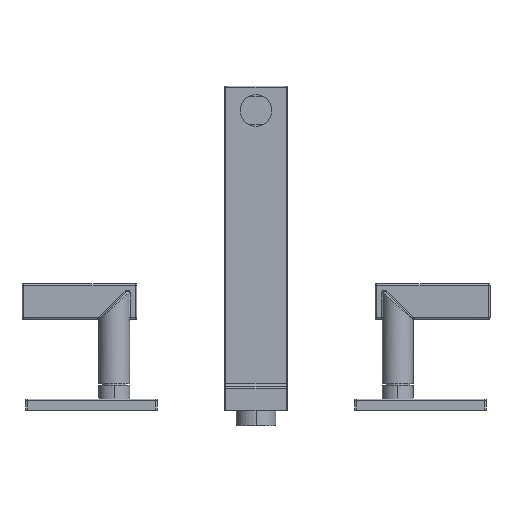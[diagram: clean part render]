
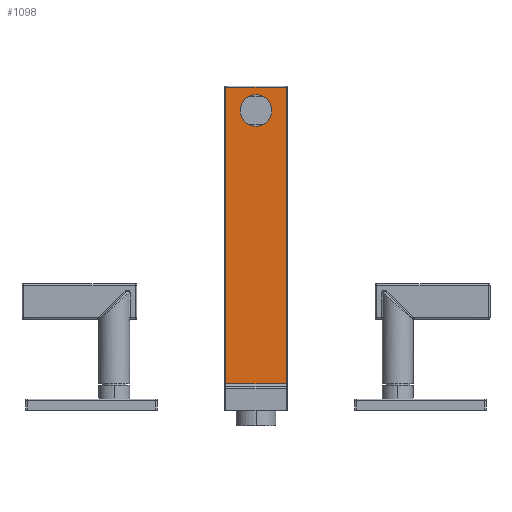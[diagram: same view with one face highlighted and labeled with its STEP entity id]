
A CAD part, front view. The second image highlights one B-rep face of the part: STEP entity #1098.
In plain terms, the highlighted planar face has unit normal (0, -1, 0).
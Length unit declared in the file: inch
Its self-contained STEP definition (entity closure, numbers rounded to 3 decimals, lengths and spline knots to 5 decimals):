
#231=DIRECTION('',(0.,0.,-1.));
#232=VECTOR('',#231,8.206);
#233=CARTESIAN_POINT('',(0.835,0.446,8.94));
#234=LINE('',#233,#232);
#238=DIRECTION('',(1.,0.,0.));
#239=VECTOR('',#238,1.67);
#240=CARTESIAN_POINT('',(-0.835,0.446,0.734));
#241=LINE('',#240,#239);
#245=DIRECTION('',(0.,0.,1.));
#246=VECTOR('',#245,8.206);
#247=CARTESIAN_POINT('',(-0.835,0.446,0.734));
#248=LINE('',#247,#246);
#252=CARTESIAN_POINT('',(-0.815,0.446,8.94));
#253=DIRECTION('',(0.,1.,0.));
#254=DIRECTION('',(-1.,0.,0.));
#255=AXIS2_PLACEMENT_3D('',#252,#253,#254);
#260=DIRECTION('',(1.,0.,0.));
#261=VECTOR('',#260,1.63);
#262=CARTESIAN_POINT('',(-0.815,0.446,8.96));
#263=LINE('',#262,#261);
#267=CARTESIAN_POINT('',(0.815,0.446,8.94));
#268=DIRECTION('',(0.,1.,0.));
#269=DIRECTION('',(0.,0.,1.));
#270=AXIS2_PLACEMENT_3D('',#267,#268,#269);
#275=CARTESIAN_POINT('',(0.,0.446,8.32));
#276=DIRECTION('',(0.,-1.,0.));
#277=DIRECTION('',(1.,0.,0.));
#278=AXIS2_PLACEMENT_3D('',#275,#276,#277);
#283=CARTESIAN_POINT('',(0.,0.446,8.32));
#284=DIRECTION('',(0.,-1.,0.));
#285=DIRECTION('',(-1.,0.,0.));
#286=AXIS2_PLACEMENT_3D('',#283,#284,#285);
#897=CARTESIAN_POINT('',(0.835,0.446,0.734));
#898=VERTEX_POINT('',#897);
#901=CARTESIAN_POINT('',(0.835,0.446,8.94));
#902=VERTEX_POINT('',#901);
#907=CARTESIAN_POINT('',(-0.835,0.446,0.734));
#908=CARTESIAN_POINT('',(-0.835,0.446,8.94));
#909=VERTEX_POINT('',#907);
#910=VERTEX_POINT('',#908);
#949=CARTESIAN_POINT('',(0.815,0.446,8.96));
#950=VERTEX_POINT('',#949);
#953=CARTESIAN_POINT('',(-0.815,0.446,8.96));
#954=VERTEX_POINT('',#953);
#991=CARTESIAN_POINT('',(0.4375,0.446,8.32));
#992=CARTESIAN_POINT('',(-0.4375,0.446,8.32));
#993=VERTEX_POINT('',#991);
#994=VERTEX_POINT('',#992);
#1074=CARTESIAN_POINT('',(-0.875,0.446,9.));
#1075=DIRECTION('',(0.,-1.,0.));
#1076=DIRECTION('',(0.,0.,-1.));
#1077=AXIS2_PLACEMENT_3D('',#1074,#1075,#1076);
#1078=PLANE('',#1077);
#1080=ORIENTED_EDGE('',*,*,#1079,.T.);
#1082=ORIENTED_EDGE('',*,*,#1081,.F.);
#1083=ORIENTED_EDGE('',*,*,#1064,.T.);
#1085=ORIENTED_EDGE('',*,*,#1084,.T.);
#1087=ORIENTED_EDGE('',*,*,#1086,.T.);
#1089=ORIENTED_EDGE('',*,*,#1088,.T.);
#1090=EDGE_LOOP('',(#1080,#1082,#1083,#1085,#1087,#1089));
#1091=FACE_OUTER_BOUND('',#1090,.F.);
#1093=ORIENTED_EDGE('',*,*,#1092,.T.);
#1095=ORIENTED_EDGE('',*,*,#1094,.T.);
#1096=EDGE_LOOP('',(#1093,#1095));
#1097=FACE_BOUND('',#1096,.F.);
#256=CIRCLE('',#255,0.02);
#271=CIRCLE('',#270,0.02);
#279=CIRCLE('',#278,0.4375);
#287=CIRCLE('',#286,0.4375);
#1064=EDGE_CURVE('',#909,#910,#248,.T.);
#1079=EDGE_CURVE('',#902,#898,#234,.T.);
#1081=EDGE_CURVE('',#909,#898,#241,.T.);
#1084=EDGE_CURVE('',#910,#954,#256,.T.);
#1086=EDGE_CURVE('',#954,#950,#263,.T.);
#1088=EDGE_CURVE('',#950,#902,#271,.T.);
#1092=EDGE_CURVE('',#993,#994,#279,.T.);
#1094=EDGE_CURVE('',#994,#993,#287,.T.);
#1098=ADVANCED_FACE('',(#1091,#1097),#1078,.T.);
